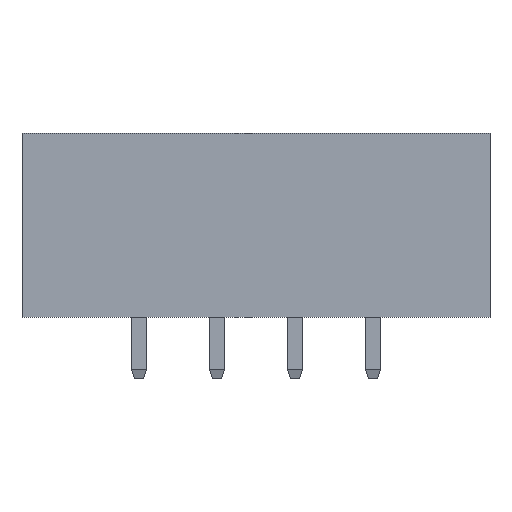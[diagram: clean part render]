
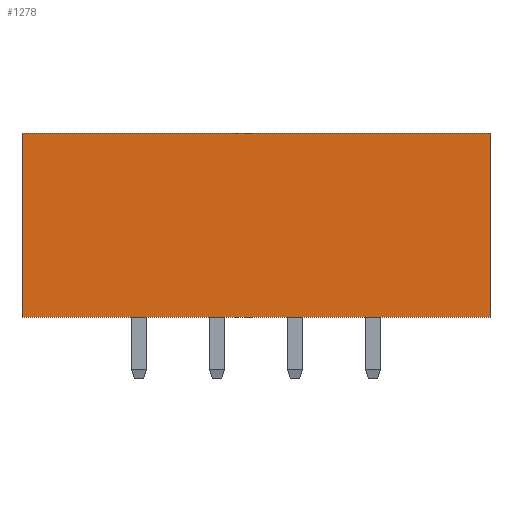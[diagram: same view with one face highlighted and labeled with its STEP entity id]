
A CAD part, front view. The second image highlights one B-rep face of the part: STEP entity #1278.
In plain terms, the highlighted planar face has unit normal (0, -1, 0).
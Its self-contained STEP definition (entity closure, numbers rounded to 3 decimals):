
#72 = PLANE('',#73);
#73 = AXIS2_PLACEMENT_3D('',#74,#75,#76);
#74 = CARTESIAN_POINT('',(22.86,3.8,0.));
#75 = DIRECTION('',(1.,0.,0.));
#76 = DIRECTION('',(0.,0.,1.));
#100 = PLANE('',#101);
#101 = AXIS2_PLACEMENT_3D('',#102,#103,#104);
#102 = CARTESIAN_POINT('',(-7.62,3.8,0.));
#103 = DIRECTION('',(0.,0.,-1.));
#104 = DIRECTION('',(0.,-1.,0.));
#126 = PLANE('',#127);
#127 = AXIS2_PLACEMENT_3D('',#128,#129,#130);
#128 = CARTESIAN_POINT('',(-7.62,3.8,0.));
#129 = DIRECTION('',(1.,0.,0.));
#130 = DIRECTION('',(0.,0.,1.));
#219 = VERTEX_POINT('',#220);
#220 = CARTESIAN_POINT('',(22.86,-3.8,0.));
#241 = EDGE_CURVE('',#242,#219,#244,.T.);
#242 = VERTEX_POINT('',#243);
#243 = CARTESIAN_POINT('',(-7.62,-3.8,0.));
#244 = SURFACE_CURVE('',#245,(#249,#256),.PCURVE_S1.);
#245 = LINE('',#246,#247);
#246 = CARTESIAN_POINT('',(-7.62,-3.8,0.));
#247 = VECTOR('',#248,1.);
#248 = DIRECTION('',(1.,0.,0.));
#249 = PCURVE('',#100,#250);
#250 = DEFINITIONAL_REPRESENTATION('',(#251),#255);
#251 = LINE('',#252,#253);
#252 = CARTESIAN_POINT('',(7.6,0.));
#253 = VECTOR('',#254,1.);
#254 = DIRECTION('',(0.,-1.));
#255 = ( GEOMETRIC_REPRESENTATION_CONTEXT(2)
PARAMETRIC_REPRESENTATION_CONTEXT() REPRESENTATION_CONTEXT('2D SPACE',''
) );
#256 = PCURVE('',#257,#262);
#257 = PLANE('',#258);
#258 = AXIS2_PLACEMENT_3D('',#259,#260,#261);
#259 = CARTESIAN_POINT('',(-7.62,-3.8,0.));
#260 = DIRECTION('',(0.,-1.,0.));
#261 = DIRECTION('',(0.,0.,1.));
#262 = DEFINITIONAL_REPRESENTATION('',(#263),#267);
#263 = LINE('',#264,#265);
#264 = CARTESIAN_POINT('',(0.,0.));
#265 = VECTOR('',#266,1.);
#266 = DIRECTION('',(0.,-1.));
#267 = ( GEOMETRIC_REPRESENTATION_CONTEXT(2)
PARAMETRIC_REPRESENTATION_CONTEXT() REPRESENTATION_CONTEXT('2D SPACE',''
) );
#718 = EDGE_CURVE('',#242,#719,#721,.T.);
#719 = VERTEX_POINT('',#720);
#720 = CARTESIAN_POINT('',(-7.62,-3.8,12.));
#721 = SURFACE_CURVE('',#722,(#726,#733),.PCURVE_S1.);
#722 = LINE('',#723,#724);
#723 = CARTESIAN_POINT('',(-7.62,-3.8,0.));
#724 = VECTOR('',#725,1.);
#725 = DIRECTION('',(0.,0.,1.));
#726 = PCURVE('',#126,#727);
#727 = DEFINITIONAL_REPRESENTATION('',(#728),#732);
#728 = LINE('',#729,#730);
#729 = CARTESIAN_POINT('',(0.,7.6));
#730 = VECTOR('',#731,1.);
#731 = DIRECTION('',(1.,0.));
#732 = ( GEOMETRIC_REPRESENTATION_CONTEXT(2)
PARAMETRIC_REPRESENTATION_CONTEXT() REPRESENTATION_CONTEXT('2D SPACE',''
) );
#733 = PCURVE('',#257,#734);
#734 = DEFINITIONAL_REPRESENTATION('',(#735),#739);
#735 = LINE('',#736,#737);
#736 = CARTESIAN_POINT('',(0.,0.));
#737 = VECTOR('',#738,1.);
#738 = DIRECTION('',(1.,0.));
#739 = ( GEOMETRIC_REPRESENTATION_CONTEXT(2)
PARAMETRIC_REPRESENTATION_CONTEXT() REPRESENTATION_CONTEXT('2D SPACE',''
) );
#757 = PLANE('',#758);
#758 = AXIS2_PLACEMENT_3D('',#759,#760,#761);
#759 = CARTESIAN_POINT('',(-7.62,-3.8,12.));
#760 = DIRECTION('',(0.,0.,1.));
#761 = DIRECTION('',(0.,1.,0.));
#824 = EDGE_CURVE('',#219,#825,#827,.T.);
#825 = VERTEX_POINT('',#826);
#826 = CARTESIAN_POINT('',(22.86,-3.8,12.));
#827 = SURFACE_CURVE('',#828,(#832,#839),.PCURVE_S1.);
#828 = LINE('',#829,#830);
#829 = CARTESIAN_POINT('',(22.86,-3.8,0.));
#830 = VECTOR('',#831,1.);
#831 = DIRECTION('',(0.,0.,1.));
#832 = PCURVE('',#72,#833);
#833 = DEFINITIONAL_REPRESENTATION('',(#834),#838);
#834 = LINE('',#835,#836);
#835 = CARTESIAN_POINT('',(0.,7.6));
#836 = VECTOR('',#837,1.);
#837 = DIRECTION('',(1.,0.));
#838 = ( GEOMETRIC_REPRESENTATION_CONTEXT(2)
PARAMETRIC_REPRESENTATION_CONTEXT() REPRESENTATION_CONTEXT('2D SPACE',''
) );
#839 = PCURVE('',#257,#840);
#840 = DEFINITIONAL_REPRESENTATION('',(#841),#845);
#841 = LINE('',#842,#843);
#842 = CARTESIAN_POINT('',(0.,-30.48));
#843 = VECTOR('',#844,1.);
#844 = DIRECTION('',(1.,0.));
#845 = ( GEOMETRIC_REPRESENTATION_CONTEXT(2)
PARAMETRIC_REPRESENTATION_CONTEXT() REPRESENTATION_CONTEXT('2D SPACE',''
) );
#1278 = ADVANCED_FACE('',(#1279),#257,.T.);
#1279 = FACE_BOUND('',#1280,.T.);
#1280 = EDGE_LOOP('',(#1281,#1282,#1283,#1304));
#1281 = ORIENTED_EDGE('',*,*,#241,.T.);
#1282 = ORIENTED_EDGE('',*,*,#824,.T.);
#1283 = ORIENTED_EDGE('',*,*,#1284,.F.);
#1284 = EDGE_CURVE('',#719,#825,#1285,.T.);
#1285 = SURFACE_CURVE('',#1286,(#1290,#1297),.PCURVE_S1.);
#1286 = LINE('',#1287,#1288);
#1287 = CARTESIAN_POINT('',(-7.62,-3.8,12.));
#1288 = VECTOR('',#1289,1.);
#1289 = DIRECTION('',(1.,0.,0.));
#1290 = PCURVE('',#257,#1291);
#1291 = DEFINITIONAL_REPRESENTATION('',(#1292),#1296);
#1292 = LINE('',#1293,#1294);
#1293 = CARTESIAN_POINT('',(12.,0.));
#1294 = VECTOR('',#1295,1.);
#1295 = DIRECTION('',(0.,-1.));
#1296 = ( GEOMETRIC_REPRESENTATION_CONTEXT(2)
PARAMETRIC_REPRESENTATION_CONTEXT() REPRESENTATION_CONTEXT('2D SPACE',''
) );
#1297 = PCURVE('',#757,#1298);
#1298 = DEFINITIONAL_REPRESENTATION('',(#1299),#1303);
#1299 = LINE('',#1300,#1301);
#1300 = CARTESIAN_POINT('',(0.,0.));
#1301 = VECTOR('',#1302,1.);
#1302 = DIRECTION('',(0.,-1.));
#1303 = ( GEOMETRIC_REPRESENTATION_CONTEXT(2)
PARAMETRIC_REPRESENTATION_CONTEXT() REPRESENTATION_CONTEXT('2D SPACE',''
) );
#1304 = ORIENTED_EDGE('',*,*,#718,.F.);
